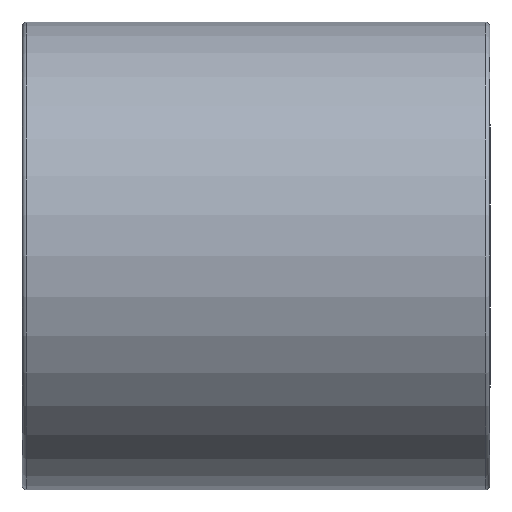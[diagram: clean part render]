
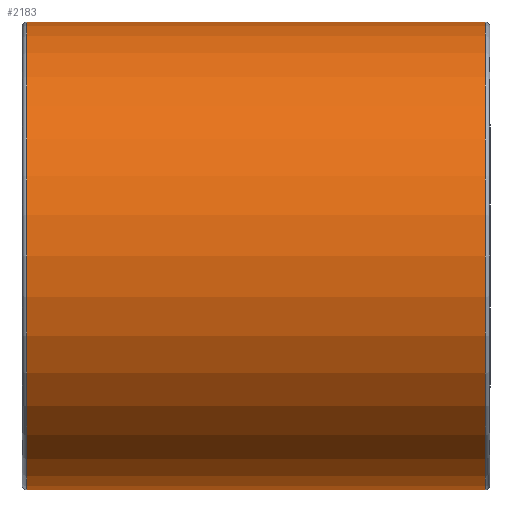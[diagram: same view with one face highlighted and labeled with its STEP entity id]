
A CAD part, left-side view. The second image highlights one B-rep face of the part: STEP entity #2183.
In plain terms, the highlighted cylindrical face has radius 5 mm (diameter 10 mm), a partial arc.
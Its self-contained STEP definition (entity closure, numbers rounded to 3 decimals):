
#71=FACE_OUTER_BOUND('',#193,.T.);
#193=EDGE_LOOP('',(#1427,#1428,#1429,#1430));
#321=LINE('',#3406,#495);
#322=LINE('',#3409,#496);
#495=VECTOR('',#2647,10.);
#496=VECTOR('',#2650,10.);
#669=CIRCLE('',#2327,5.);
#673=CIRCLE('',#2334,5.);
#839=VERTEX_POINT('',#3384);
#841=VERTEX_POINT('',#3390);
#845=VERTEX_POINT('',#3405);
#846=VERTEX_POINT('',#3407);
#1071=EDGE_CURVE('',#839,#841,#669,.T.);
#1077=EDGE_CURVE('',#839,#845,#321,.T.);
#1078=EDGE_CURVE('',#846,#845,#673,.T.);
#1079=EDGE_CURVE('',#841,#846,#322,.T.);
#1427=ORIENTED_EDGE('',*,*,#1071,.F.);
#1428=ORIENTED_EDGE('',*,*,#1077,.T.);
#1429=ORIENTED_EDGE('',*,*,#1078,.F.);
#1430=ORIENTED_EDGE('',*,*,#1079,.F.);
#2105=CYLINDRICAL_SURFACE('',#2333,5.);
#2183=ADVANCED_FACE('',(#71),#2105,.T.);
#2327=AXIS2_PLACEMENT_3D('',#3394,#2631,#2632);
#2333=AXIS2_PLACEMENT_3D('',#3404,#2645,#2646);
#2334=AXIS2_PLACEMENT_3D('',#3408,#2648,#2649);
#2631=DIRECTION('center_axis',(0.,-1.,0.));
#2632=DIRECTION('ref_axis',(-1.,0.,0.));
#2645=DIRECTION('center_axis',(0.,1.,0.));
#2646=DIRECTION('ref_axis',(0.,0.,-1.));
#2647=DIRECTION('',(0.,1.,0.));
#2648=DIRECTION('center_axis',(0.,1.,0.));
#2649=DIRECTION('ref_axis',(-1.,0.,0.));
#2650=DIRECTION('',(0.,1.,0.));
#3384=CARTESIAN_POINT('',(-10.,-4.9,5.));
#3390=CARTESIAN_POINT('',(-10.,-4.9,-5.));
#3394=CARTESIAN_POINT('Origin',(-10.,-4.9,0.));
#3404=CARTESIAN_POINT('Origin',(-10.,0.,0.));
#3405=CARTESIAN_POINT('',(-10.,4.9,5.));
#3406=CARTESIAN_POINT('',(-10.,0.,5.));
#3407=CARTESIAN_POINT('',(-10.,4.9,-5.));
#3408=CARTESIAN_POINT('Origin',(-10.,4.9,0.));
#3409=CARTESIAN_POINT('',(-10.,0.,-5.));
